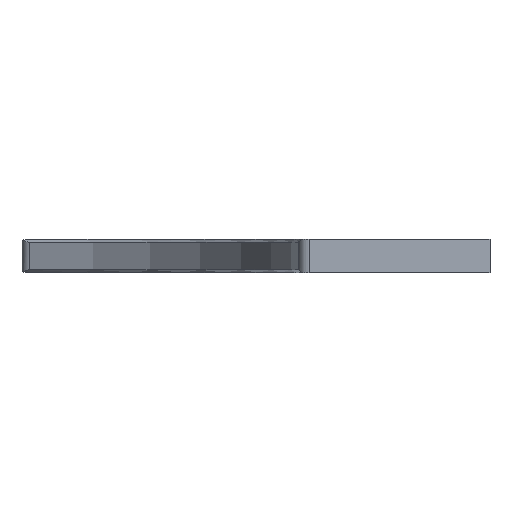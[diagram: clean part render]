
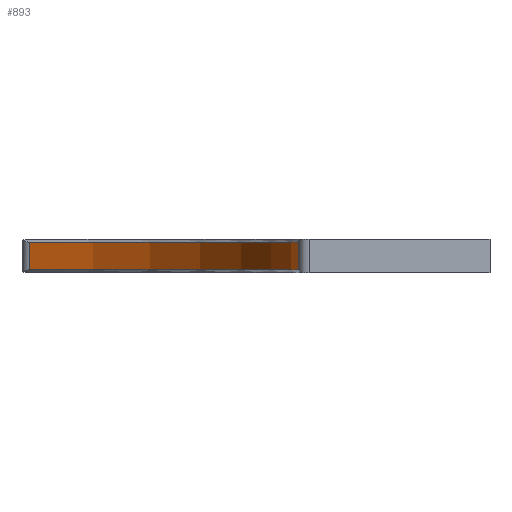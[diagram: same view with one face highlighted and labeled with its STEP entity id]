
A CAD part, front view. The second image highlights one B-rep face of the part: STEP entity #893.
In plain terms, the highlighted cylindrical face has radius 115.9 mm (diameter 231.8 mm), a partial arc.
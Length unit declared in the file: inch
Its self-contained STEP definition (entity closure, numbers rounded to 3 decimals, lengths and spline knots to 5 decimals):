
#37 = DIRECTION ( 'NONE',  ( 0., 0., 1. ) ) ;
#76 = VERTEX_POINT ( 'NONE', #916 ) ;
#83 = FACE_OUTER_BOUND ( 'NONE', #674, .T. ) ;
#108 = CYLINDRICAL_SURFACE ( 'NONE', #576, 4.563 ) ;
#159 = ORIENTED_EDGE ( 'NONE', *, *, #339, .T. ) ;
#176 = VERTEX_POINT ( 'NONE', #1411 ) ;
#184 = EDGE_CURVE ( 'NONE', #176, #76, #591, .T. ) ;
#235 = CARTESIAN_POINT ( 'NONE',  ( 1.52526, 4.30053, -0.3425 ) ) ;
#260 = DIRECTION ( 'NONE',  ( 0., 0., -1. ) ) ;
#277 = ORIENTED_EDGE ( 'NONE', *, *, #184, .T. ) ;
#293 = DIRECTION ( 'NONE',  ( 1., 0., 0. ) ) ;
#312 = AXIS2_PLACEMENT_3D ( 'NONE', #396, #1307, #634 ) ;
#339 = EDGE_CURVE ( 'NONE', #76, #1098, #838, .T. ) ;
#396 = CARTESIAN_POINT ( 'NONE',  ( 0., 0., -0.3425 ) ) ;
#492 = CARTESIAN_POINT ( 'NONE',  ( 1.52526, 4.30053, -0.3735 ) ) ;
#523 = VECTOR ( 'NONE', #37, 39.37008 ) ;
#556 = DIRECTION ( 'NONE',  ( 1., 0., 0. ) ) ;
#564 = ORIENTED_EDGE ( 'NONE', *, *, #848, .T. ) ;
#576 = AXIS2_PLACEMENT_3D ( 'NONE', #666, #1337, #556 ) ;
#591 = LINE ( 'NONE', #1066, #523 ) ;
#625 = CIRCLE ( 'NONE', #312, 4.563 ) ;
#634 = DIRECTION ( 'NONE',  ( 1., 0., 0. ) ) ;
#636 = VERTEX_POINT ( 'NONE', #235 ) ;
#650 = EDGE_CURVE ( 'NONE', #1098, #636, #1394, .T. ) ;
#666 = CARTESIAN_POINT ( 'NONE',  ( 0., 0., -0.3735 ) ) ;
#674 = EDGE_LOOP ( 'NONE', ( #564, #277, #159, #875 ) ) ;
#838 = CIRCLE ( 'NONE', #881, 4.563 ) ;
#848 = EDGE_CURVE ( 'NONE', #636, #176, #625, .T. ) ;
#858 = VECTOR ( 'NONE', #260, 39.37008 ) ;
#875 = ORIENTED_EDGE ( 'NONE', *, *, #650, .T. ) ;
#881 = AXIS2_PLACEMENT_3D ( 'NONE', #1308, #991, #293 ) ;
#893 = ADVANCED_FACE ( 'NONE', ( #83 ), #108, .F. ) ;
#916 = CARTESIAN_POINT ( 'NONE',  ( 4.56138, 0.12167, -0.031 ) ) ;
#991 = DIRECTION ( 'NONE',  ( 0., 0., 1. ) ) ;
#1066 = CARTESIAN_POINT ( 'NONE',  ( 4.56138, 0.12167, -0.3735 ) ) ;
#1098 = VERTEX_POINT ( 'NONE', #1171 ) ;
#1171 = CARTESIAN_POINT ( 'NONE',  ( 1.52526, 4.30053, -0.031 ) ) ;
#1307 = DIRECTION ( 'NONE',  ( 0., 0., -1. ) ) ;
#1308 = CARTESIAN_POINT ( 'NONE',  ( 0., 0., -0.031 ) ) ;
#1337 = DIRECTION ( 'NONE',  ( 0., 0., 1. ) ) ;
#1394 = LINE ( 'NONE', #492, #858 ) ;
#1411 = CARTESIAN_POINT ( 'NONE',  ( 4.56138, 0.12167, -0.3425 ) ) ;
